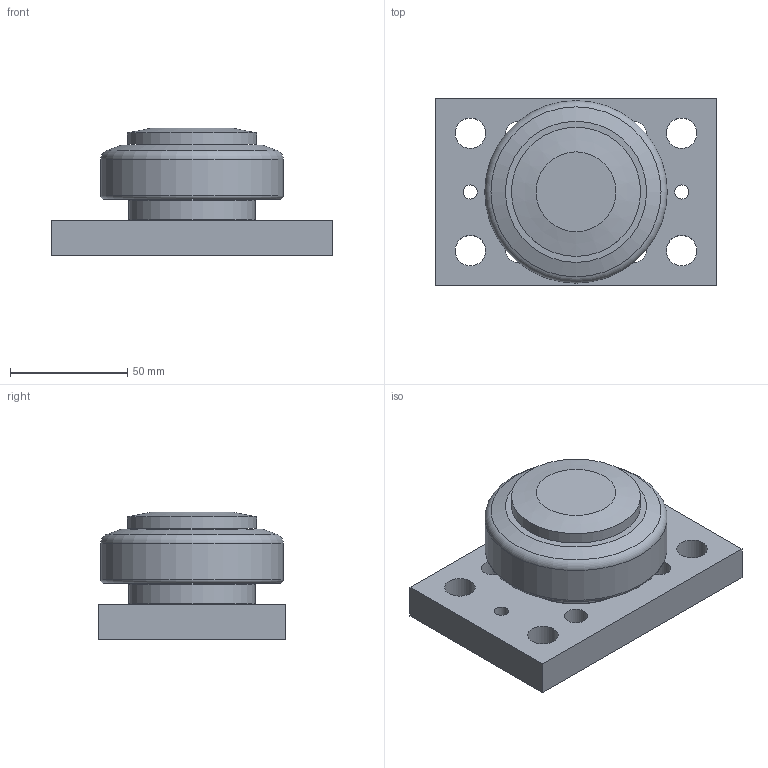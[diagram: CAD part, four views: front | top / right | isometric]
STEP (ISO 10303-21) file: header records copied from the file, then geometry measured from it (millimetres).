
FILE_DESCRIPTION((''),'2;1');
FILE_NAME('ALFATEC_TR 080.0390 BR 4100.stp','2013-01-11T09:21:47',('Wenzelburger'),(''),'Autodesk Inventor 2012','Autodesk Inventor 2012','');
FILE_SCHEMA(('AUTOMOTIVE_DESIGN { 1 0 10303 214 1 1 1 1 }'));
Length unit declared in the file: millimetre
Products named in the file (1): TR 080.0390 BR 4100_Konturvereinfachung_1
Bounding box: 120 x 80 x 54.5 mm (x, y, z)
Volume: 268195.5 mm3; surface area: 42274.6 mm2
Topology: 1 solids, 1 shells, 32 faces, 74 edges, 49 vertices
Faces by surface type: cylinder 13, plane 11, cone 6, torus 2
Full cylindrical faces by diameter (mm): 6 x2, 10.106 x4, 13 x4, 54 x1, 55 x1, 77.7 x1
Entity records: 888 total; most frequent: DIRECTION 150, CARTESIAN_POINT 125, ORIENTED_EDGE 96, EDGE_LOOP 78, AXIS2_PLACEMENT_3D 69, EDGE_CURVE 48, FACE_BOUND 46, VERTEX_POINT 44
